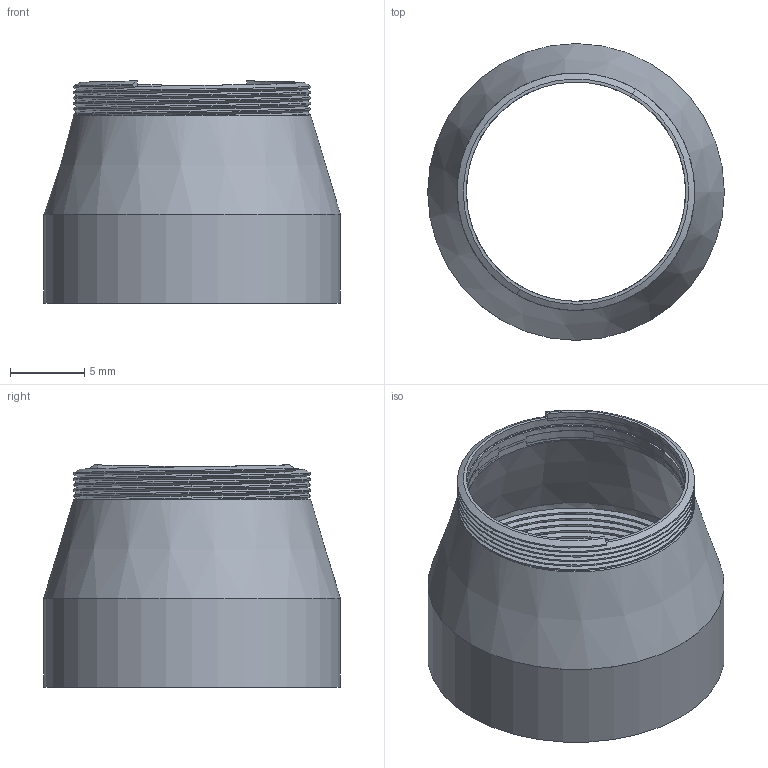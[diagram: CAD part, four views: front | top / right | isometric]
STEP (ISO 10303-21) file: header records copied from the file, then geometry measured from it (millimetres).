
FILE_DESCRIPTION(('Open CASCADE Model'),'2;1');
FILE_NAME('eyepiece','2025-05-08T13:40:08',('Author'),('Open CASCADE'), 'Open CASCADE STEP processor 7.8','build123d','Unknown');
FILE_SCHEMA(('AUTOMOTIVE_DESIGN { 1 0 10303 214 1 1 1 1 }'));
Length unit declared in the file: millimetre
Products named in the file (4): eyepiece; ASSEMBLY; SOLID
Assembly tree (3 placements, depth 3):
  eyepiece
    ASSEMBLY
      SOLID
    SOLID
Bounding box: 20 x 20 x 14.99 mm (x, y, z)
Volume: 460.8 mm3; surface area: 2113.5 mm2
Topology: 2 solids, 2 shells, 285 faces, 751 edges, 468 vertices
Faces by surface type: bspline 233, plane 34, cylinder 16, cone 2
Full cylindrical faces by diameter (mm): 19 x10, 20 x1
Entity records: 39083 total; most frequent: CARTESIAN_POINT 27966, ORIENTED_EDGE 1546, PCURVE 1502, DEFINITIONAL_REPRESENTATION 1502, B_SPLINE_CURVE_WITH_KNOTS 1298, DIRECTION 856, EDGE_CURVE 751, SURFACE_CURVE 747
